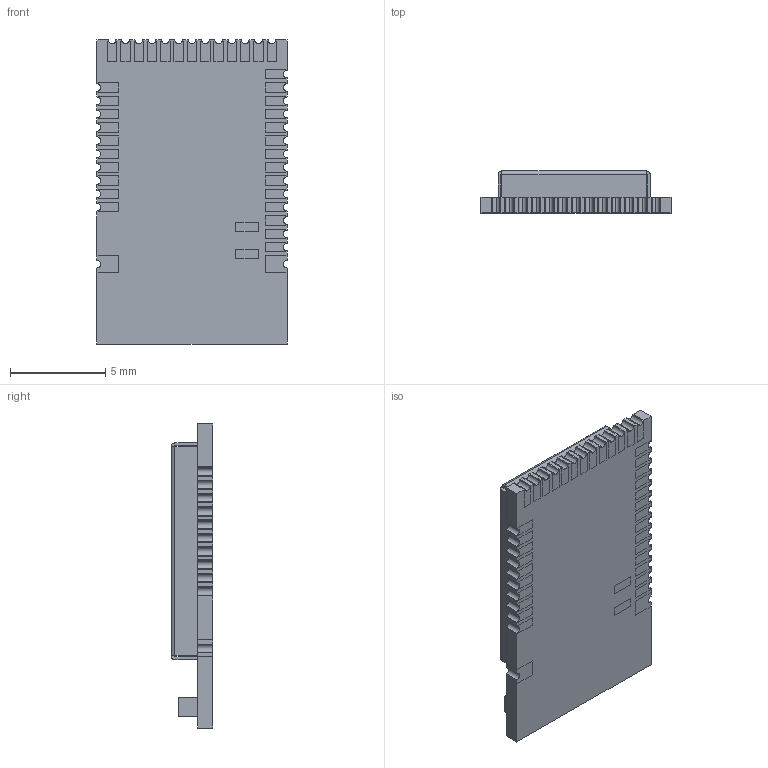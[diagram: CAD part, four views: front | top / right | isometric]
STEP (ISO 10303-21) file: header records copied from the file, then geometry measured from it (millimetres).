
FILE_DESCRIPTION (( 'STEP AP214' ), '1' );
FILE_NAME ('317030213.STEP', '2020-07-08T09:38:51', ( '' ), ( '' ), 'SwSTEP 2.0', 'SolidWorks 2017', '' );
FILE_SCHEMA (( 'AUTOMOTIVE_DESIGN' ));
Length unit declared in the file: millimetre
Products named in the file (1): 317030213
Bounding box: 10 x 2.2 x 16 mm (x, y, z)
Volume: 153.2 mm3; surface area: 846.5 mm2
Topology: 46 solids, 46 shells, 719 faces, 1853 edges, 1230 vertices
Faces by surface type: plane 651, cylinder 68
Entity records: 21954 total; most frequent: CARTESIAN_POINT 3803, ORIENTED_EDGE 3706, DIRECTION 3429, EDGE_CURVE 1853, VECTOR 1717, LINE 1717, VERTEX_POINT 1230, AXIS2_PLACEMENT_3D 856
